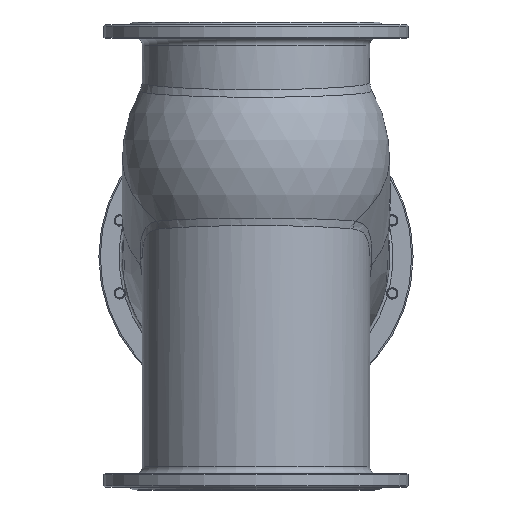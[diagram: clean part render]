
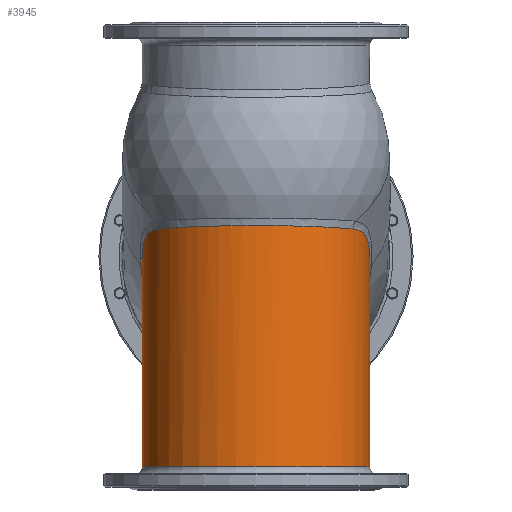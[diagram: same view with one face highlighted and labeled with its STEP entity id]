
A CAD part, front view. The second image highlights one B-rep face of the part: STEP entity #3945.
In plain terms, the highlighted cylindrical face has radius 170 mm (diameter 340 mm), a full revolution.
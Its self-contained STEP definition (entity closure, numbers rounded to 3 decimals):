
#204=CIRCLE('',#4378,170.);
#689=LINE('',#7719,#852);
#692=LINE('',#7727,#855);
#694=LINE('',#8354,#857);
#852=VECTOR('',#5123,10.);
#855=VECTOR('',#5132,10.);
#857=VECTOR('',#5178,170.);
#1082=FACE_OUTER_BOUND('',#1313,.T.);
#1313=EDGE_LOOP('',(#3217,#3218,#3219,#3220,#3221,#3222,#3223,#3224,#3225,
#3226,#3227,#3228,#3229));
#1579=ELLIPSE('',#4331,309.307,170.);
#1634=B_SPLINE_CURVE_WITH_KNOTS('',3,(#7146,#7147,#7148,#7149,#7150,#7151,
#7152,#7153,#7154,#7155),.UNSPECIFIED.,.F.,.F.,(4,2,2,2,4),(0.,0.119,
0.391,0.579,0.58),.UNSPECIFIED.);
#1664=B_SPLINE_CURVE_WITH_KNOTS('',3,(#8081,#8082,#8083,#8084,#8085,#8086,
#8087,#8088,#8089,#8090),.UNSPECIFIED.,.F.,.F.,(4,1,1,1,1,1,1,4),(-105.286,
-100.989,-96.692,-92.395,-88.099,-83.802,
-79.505,-75.315),.UNSPECIFIED.);
#1665=B_SPLINE_CURVE_WITH_KNOTS('',3,(#8133,#8134,#8135,#8136,#8137,#8138,
#8139,#8140,#8141,#8142),.UNSPECIFIED.,.F.,.F.,(4,1,1,1,1,1,1,4),(-14.206,
-12.177,-10.147,-8.118,-6.088,
-4.059,-2.029,0.),.UNSPECIFIED.);
#1666=B_SPLINE_CURVE_WITH_KNOTS('',3,(#8185,#8186,#8187,#8188,#8189,#8190,
#8191,#8192,#8193,#8194),.UNSPECIFIED.,.F.,.F.,(4,1,1,1,1,1,1,4),(-40.02,
-34.303,-28.586,-22.869,-17.152,
-11.434,-5.717,0.),.UNSPECIFIED.);
#1668=B_SPLINE_CURVE_WITH_KNOTS('',3,(#8248,#8249,#8250,#8251,#8252),
 .UNSPECIFIED.,.F.,.F.,(4,1,4),(-14.205,-12.176,-11.9),
 .UNSPECIFIED.);
#1669=B_SPLINE_CURVE_WITH_KNOTS('',3,(#8253,#8254,#8255,#8256,#8257,#8258,
#8259,#8260,#8261),.UNSPECIFIED.,.F.,.F.,(4,1,1,1,1,1,4),(-11.9,
-10.147,-8.117,-6.088,-4.059,
-2.029,0.),.UNSPECIFIED.);
#1670=B_SPLINE_CURVE_WITH_KNOTS('',3,(#8332,#8333,#8334,#8335,#8336,#8337,
#8338,#8339,#8340,#8341),.UNSPECIFIED.,.F.,.F.,(4,1,1,1,1,1,1,4),(-29.971,
-25.78,-21.484,-17.187,-12.89,
-8.593,-4.297,0.),.UNSPECIFIED.);
#1869=VERTEX_POINT('',#7143);
#1870=VERTEX_POINT('',#7145);
#1877=VERTEX_POINT('',#7243);
#1894=VERTEX_POINT('',#7709);
#1896=VERTEX_POINT('',#7725);
#1905=VERTEX_POINT('',#8079);
#1906=VERTEX_POINT('',#8131);
#1907=VERTEX_POINT('',#8183);
#1908=VERTEX_POINT('',#8245);
#1909=VERTEX_POINT('',#8247);
#1910=VERTEX_POINT('',#8353);
#2304=EDGE_CURVE('',#1869,#1870,#1634,.F.);
#2315=EDGE_CURVE('',#1877,#1870,#1579,.T.);
#2354=EDGE_CURVE('',#1877,#1894,#689,.T.);
#2358=EDGE_CURVE('',#1896,#1869,#692,.T.);
#2378=EDGE_CURVE('',#1905,#1896,#1664,.T.);
#2380=EDGE_CURVE('',#1906,#1905,#1665,.T.);
#2382=EDGE_CURVE('',#1907,#1906,#1666,.T.);
#2385=EDGE_CURVE('',#1908,#1909,#1668,.T.);
#2386=EDGE_CURVE('',#1909,#1907,#1669,.T.);
#2387=EDGE_CURVE('',#1894,#1908,#1670,.T.);
#2389=EDGE_CURVE('',#1909,#1910,#694,.T.);
#2390=EDGE_CURVE('',#1910,#1910,#204,.T.);
#3217=ORIENTED_EDGE('',*,*,#2315,.T.);
#3218=ORIENTED_EDGE('',*,*,#2304,.F.);
#3219=ORIENTED_EDGE('',*,*,#2358,.F.);
#3220=ORIENTED_EDGE('',*,*,#2378,.F.);
#3221=ORIENTED_EDGE('',*,*,#2380,.F.);
#3222=ORIENTED_EDGE('',*,*,#2382,.F.);
#3223=ORIENTED_EDGE('',*,*,#2386,.F.);
#3224=ORIENTED_EDGE('',*,*,#2389,.T.);
#3225=ORIENTED_EDGE('',*,*,#2390,.F.);
#3226=ORIENTED_EDGE('',*,*,#2389,.F.);
#3227=ORIENTED_EDGE('',*,*,#2385,.F.);
#3228=ORIENTED_EDGE('',*,*,#2387,.F.);
#3229=ORIENTED_EDGE('',*,*,#2354,.F.);
#3785=CYLINDRICAL_SURFACE('',#4377,170.);
#3945=ADVANCED_FACE('',(#1082),#3785,.T.);
#4331=AXIS2_PLACEMENT_3D('',#7244,#5074,#5075);
#4377=AXIS2_PLACEMENT_3D('',#8352,#5176,#5177);
#4378=AXIS2_PLACEMENT_3D('',#8355,#5179,#5180);
#5074=DIRECTION('center_axis',(0.,0.835,-0.55));
#5075=DIRECTION('ref_axis',(0.,0.55,0.835));
#5123=DIRECTION('',(0.,0.,1.));
#5132=DIRECTION('',(0.,0.,-1.));
#5176=DIRECTION('center_axis',(0.,0.,1.));
#5177=DIRECTION('ref_axis',(1.,0.,0.));
#5178=DIRECTION('',(0.,0.,-1.));
#5179=DIRECTION('center_axis',(0.,0.,-1.));
#5180=DIRECTION('ref_axis',(1.,0.,0.));
#7143=CARTESIAN_POINT('',(55.614,160.646,-313.01));
#7145=CARTESIAN_POINT('',(50.254,162.402,-312.255));
#7146=CARTESIAN_POINT('Ctrl Pts',(50.254,162.402,-312.255));
#7147=CARTESIAN_POINT('Ctrl Pts',(50.599,162.296,-312.418));
#7148=CARTESIAN_POINT('Ctrl Pts',(50.952,162.185,-312.563));
#7149=CARTESIAN_POINT('Ctrl Pts',(52.132,161.812,-312.972));
#7150=CARTESIAN_POINT('Ctrl Pts',(52.993,161.532,-313.153));
#7151=CARTESIAN_POINT('Ctrl Pts',(54.438,161.049,-313.208));
#7152=CARTESIAN_POINT('Ctrl Pts',(55.037,160.845,-313.159));
#7153=CARTESIAN_POINT('Ctrl Pts',(55.608,160.648,-313.012));
#7154=CARTESIAN_POINT('Ctrl Pts',(55.611,160.647,-313.011));
#7155=CARTESIAN_POINT('Ctrl Pts',(55.614,160.646,-313.01));
#7243=CARTESIAN_POINT('',(-55.614,160.646,-314.926));
#7244=CARTESIAN_POINT('Origin',(0.,0.,-559.107));
#7709=CARTESIAN_POINT('',(-55.614,160.646,-213.752));
#7719=CARTESIAN_POINT('',(-55.614,160.646,0.));
#7725=CARTESIAN_POINT('',(55.614,160.646,-213.752));
#7727=CARTESIAN_POINT('',(55.614,160.646,0.));
#8079=CARTESIAN_POINT('',(169.461,13.521,-22.897));
#8081=CARTESIAN_POINT('Ctrl Pts',(169.461,13.521,-22.897));
#8082=CARTESIAN_POINT('Ctrl Pts',(168.822,21.529,-33.861));
#8083=CARTESIAN_POINT('Ctrl Pts',(166.428,37.355,-55.879));
#8084=CARTESIAN_POINT('Ctrl Pts',(159.399,60.824,-88.459));
#8085=CARTESIAN_POINT('Ctrl Pts',(148.542,84.066,-119.857));
#8086=CARTESIAN_POINT('Ctrl Pts',(133.277,106.797,-149.333));
#8087=CARTESIAN_POINT('Ctrl Pts',(112.955,128.28,-175.955));
#8088=CARTESIAN_POINT('Ctrl Pts',(87.273,147.129,-198.317));
#8089=CARTESIAN_POINT('Ctrl Pts',(66.562,156.855,-209.451));
#8090=CARTESIAN_POINT('Ctrl Pts',(55.614,160.646,-213.752));
#8131=CARTESIAN_POINT('',(145.369,-88.136,40.324));
#8133=CARTESIAN_POINT('Ctrl Pts',(145.369,-88.136,40.324));
#8134=CARTESIAN_POINT('Ctrl Pts',(148.423,-83.098,40.015));
#8135=CARTESIAN_POINT('Ctrl Pts',(153.995,-72.723,38.863));
#8136=CARTESIAN_POINT('Ctrl Pts',(160.603,-56.61,34.877));
#8137=CARTESIAN_POINT('Ctrl Pts',(165.36,-40.549,28.092));
#8138=CARTESIAN_POINT('Ctrl Pts',(168.341,-25.211,18.408));
#8139=CARTESIAN_POINT('Ctrl Pts',(169.821,-11.04,6.276));
#8140=CARTESIAN_POINT('Ctrl Pts',(170.138,1.885,-7.651));
#8141=CARTESIAN_POINT('Ctrl Pts',(169.763,9.738,-17.718));
#8142=CARTESIAN_POINT('Ctrl Pts',(169.461,13.521,-22.897));
#8183=CARTESIAN_POINT('',(-145.369,-88.136,40.324));
#8185=CARTESIAN_POINT('Ctrl Pts',(-145.369,-88.136,40.324));
#8186=CARTESIAN_POINT('Ctrl Pts',(-136.764,-102.328,41.196));
#8187=CARTESIAN_POINT('Ctrl Pts',(-115.369,-128.178,42.807));
#8188=CARTESIAN_POINT('Ctrl Pts',(-73.422,-156.044,44.579));
#8189=CARTESIAN_POINT('Ctrl Pts',(-25.194,-170.604,45.518));
#8190=CARTESIAN_POINT('Ctrl Pts',(25.191,-170.606,45.518));
#8191=CARTESIAN_POINT('Ctrl Pts',(73.418,-156.044,44.579));
#8192=CARTESIAN_POINT('Ctrl Pts',(115.367,-128.181,42.807));
#8193=CARTESIAN_POINT('Ctrl Pts',(136.764,-102.328,41.196));
#8194=CARTESIAN_POINT('Ctrl Pts',(145.369,-88.136,40.324));
#8245=CARTESIAN_POINT('',(-169.461,13.521,-22.897));
#8247=CARTESIAN_POINT('',(-170.,0.,-5.88));
#8248=CARTESIAN_POINT('Ctrl Pts',(-169.461,13.521,-22.897));
#8249=CARTESIAN_POINT('Ctrl Pts',(-169.763,9.739,-17.719));
#8250=CARTESIAN_POINT('Ctrl Pts',(-169.976,5.273,-11.995));
#8251=CARTESIAN_POINT('Ctrl Pts',(-170.,0.566,-6.529));
#8252=CARTESIAN_POINT('Ctrl Pts',(-170.,0.,
-5.88));
#8253=CARTESIAN_POINT('Ctrl Pts',(-170.,0.,
-5.88));
#8254=CARTESIAN_POINT('Ctrl Pts',(-170.,-3.604,-1.746));
#8255=CARTESIAN_POINT('Ctrl Pts',(-169.754,-11.685,6.829));
#8256=CARTESIAN_POINT('Ctrl Pts',(-168.341,-25.21,18.407));
#8257=CARTESIAN_POINT('Ctrl Pts',(-165.359,-40.552,28.094));
#8258=CARTESIAN_POINT('Ctrl Pts',(-160.604,-56.609,34.876));
#8259=CARTESIAN_POINT('Ctrl Pts',(-153.993,-72.729,38.865));
#8260=CARTESIAN_POINT('Ctrl Pts',(-148.423,-83.098,40.015));
#8261=CARTESIAN_POINT('Ctrl Pts',(-145.369,-88.136,40.324));
#8332=CARTESIAN_POINT('Ctrl Pts',(-55.614,160.646,-213.752));
#8333=CARTESIAN_POINT('Ctrl Pts',(-66.562,156.855,-209.451));
#8334=CARTESIAN_POINT('Ctrl Pts',(-87.273,147.129,-198.317));
#8335=CARTESIAN_POINT('Ctrl Pts',(-112.955,128.28,-175.955));
#8336=CARTESIAN_POINT('Ctrl Pts',(-133.277,106.797,-149.333));
#8337=CARTESIAN_POINT('Ctrl Pts',(-148.542,84.066,-119.857));
#8338=CARTESIAN_POINT('Ctrl Pts',(-159.399,60.824,-88.459));
#8339=CARTESIAN_POINT('Ctrl Pts',(-166.428,37.355,-55.879));
#8340=CARTESIAN_POINT('Ctrl Pts',(-168.822,21.529,-33.861));
#8341=CARTESIAN_POINT('Ctrl Pts',(-169.461,13.521,-22.897));
#8352=CARTESIAN_POINT('Origin',(0.,0.,0.));
#8353=CARTESIAN_POINT('',(-170.,0.,-315.5));
#8354=CARTESIAN_POINT('',(-170.,0.,0.));
#8355=CARTESIAN_POINT('Origin',(0.,0.,-315.5));
